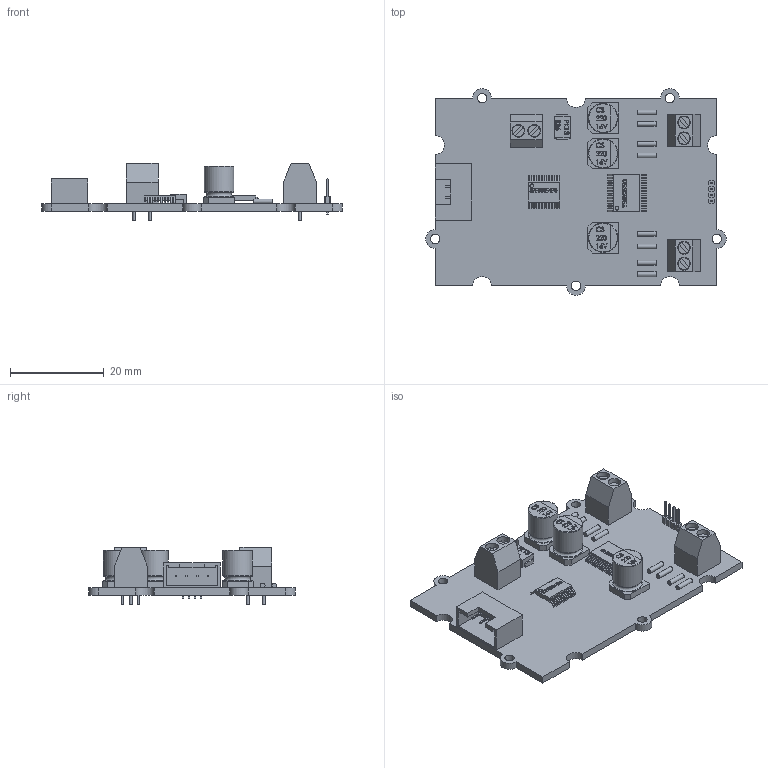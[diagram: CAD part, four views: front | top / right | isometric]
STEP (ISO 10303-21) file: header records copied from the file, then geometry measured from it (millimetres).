
FILE_DESCRIPTION (( 'STEP AP214' ), '1' );
FILE_NAME ('Grove I2C Motor driver TB6612FNG.STEP', '2024-01-16T12:48:25', ( '' ), ( '' ), 'SwSTEP 2.0', 'SolidWorks 2020', '' );
FILE_SCHEMA (( 'AUTOMOTIVE_DESIGN' ));
Length unit declared in the file: millimetre
Products named in the file (12): bornier double; Plaque de base; Microcontroller 32F030F4P6; Bloc 4 pins male; Grove I2C Motor driver TB6612FNG; D1; Microcontroller TB6612FNG; Grove Connecteur; PK13; CS 220 16V; Pin_cmi2c_Base; Pin_cmi2c
Assembly tree (28 placements, depth 3):
  Grove I2C Motor driver TB6612FNG
    Plaque de base
    CS 220 16V  x3
    D1  x8
    bornier double  x3
    Grove Connecteur
    Bloc 4 pins male
      Pin_cmi2c_Base  x4
      Pin_cmi2c  x4
    Microcontroller 32F030F4P6
    Microcontroller TB6612FNG
    PK13
Bounding box: 64 x 44 x 12.2 mm (x, y, z)
Volume: 5794.8 mm3; surface area: 9475.5 mm2
Topology: 49 solids, 49 shells, 1699 faces, 4423 edges, 2933 vertices
Faces by surface type: plane 1246, bspline 371, cylinder 67, torus 15
Full cylindrical faces by diameter (mm): 0.6 x6, 0.77 x2, 1 x8, 1.8 x6, 2 x5, 2.5 x6, 2.7 x6, 6.28 x6
Entity records: 58668 total; most frequent: CARTESIAN_POINT 22081, ORIENTED_EDGE 6234, DIRECTION 4566, EDGE_CURVE 3117, VECTOR 2510, LINE 2510, VERTEX_POINT 2085, EDGE_LOOP 1312
